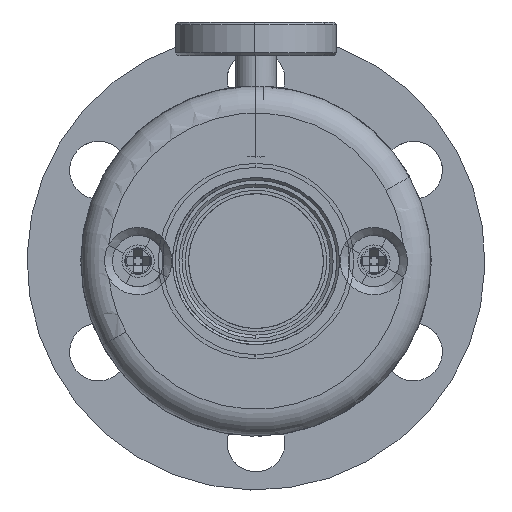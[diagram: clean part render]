
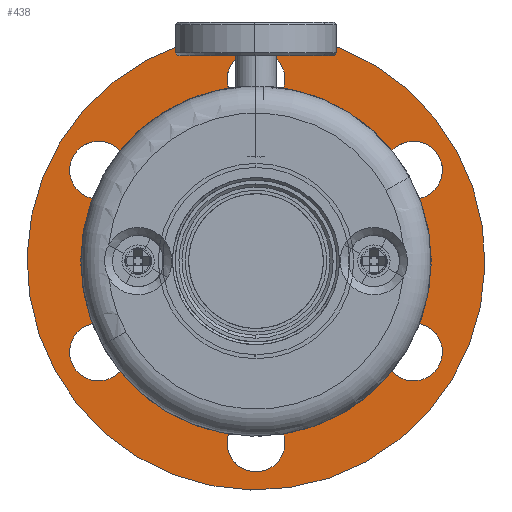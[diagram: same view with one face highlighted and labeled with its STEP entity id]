
A CAD part, front view. The second image highlights one B-rep face of the part: STEP entity #438.
In plain terms, the highlighted face is planar.
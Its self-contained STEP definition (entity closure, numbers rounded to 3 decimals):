
#179=CARTESIAN_POINT('Control Point',(7.5,-4.827,-2.637)) ;
#180=CARTESIAN_POINT('Control Point',(7.5,-4.413,-3.395)) ;
#181=CARTESIAN_POINT('Control Point',(7.5,-3.849,-4.072)) ;
#182=CARTESIAN_POINT('Control Point',(7.5,-3.159,-4.628)) ;
#183=CARTESIAN_POINT('Control Point',(7.5,-1.596,-5.44)) ;
#184=CARTESIAN_POINT('Control Point',(7.5,0.157,-5.601)) ;
#185=CARTESIAN_POINT('Control Point',(7.5,1.039,-5.506)) ;
#186=CARTESIAN_POINT('Control Point',(7.5,2.718,-4.976)) ;
#187=CARTESIAN_POINT('Control Point',(7.5,4.072,-3.849)) ;
#188=CARTESIAN_POINT('Control Point',(7.5,4.628,-3.159)) ;
#189=CARTESIAN_POINT('Control Point',(7.5,5.44,-1.596)) ;
#190=CARTESIAN_POINT('Control Point',(7.5,5.601,0.157)) ;
#191=CARTESIAN_POINT('Control Point',(7.5,5.506,1.039)) ;
#192=CARTESIAN_POINT('Control Point',(7.5,5.241,1.879)) ;
#193=CARTESIAN_POINT('Control Point',(7.5,4.827,2.637)) ;
#194=CARTESIAN_POINT('Vertex',(7.5,-4.827,-2.637)) ;
#196=CARTESIAN_POINT('Vertex',(7.5,4.827,2.637)) ;
#221=CARTESIAN_POINT('Axis2P3D Location',(7.5,0.,0.)) ;
#303=CARTESIAN_POINT('Axis2P3D Location',(7.5,17.,0.)) ;
#308=CARTESIAN_POINT('Axis2P3D Location',(7.5,0.,0.)) ;
#312=CARTESIAN_POINT('Vertex',(7.5,-14.919,-8.15)) ;
#314=CARTESIAN_POINT('Vertex',(7.5,14.919,8.15)) ;
#317=CARTESIAN_POINT('Axis2P3D Location',(7.5,0.,0.)) ;
#330=CARTESIAN_POINT('Axis2P3D Location',(7.5,-13.5,0.)) ;
#334=CARTESIAN_POINT('Vertex',(7.5,-11.613,1.031)) ;
#336=CARTESIAN_POINT('Vertex',(7.5,-15.387,-1.031)) ;
#339=CARTESIAN_POINT('Axis2P3D Location',(7.5,-13.5,0.)) ;
#348=CARTESIAN_POINT('Axis2P3D Location',(7.5,-6.75,-11.691)) ;
#352=CARTESIAN_POINT('Vertex',(7.5,-8.637,-12.722)) ;
#354=CARTESIAN_POINT('Vertex',(7.5,-4.863,-10.661)) ;
#357=CARTESIAN_POINT('Axis2P3D Location',(7.5,-6.75,-11.691)) ;
#366=CARTESIAN_POINT('Axis2P3D Location',(7.5,6.75,-11.691)) ;
#370=CARTESIAN_POINT('Vertex',(7.5,4.863,-12.722)) ;
#372=CARTESIAN_POINT('Vertex',(7.5,8.637,-10.661)) ;
#375=CARTESIAN_POINT('Axis2P3D Location',(7.5,6.75,-11.691)) ;
#384=CARTESIAN_POINT('Axis2P3D Location',(7.5,13.5,0.)) ;
#388=CARTESIAN_POINT('Vertex',(7.5,11.613,-1.031)) ;
#390=CARTESIAN_POINT('Vertex',(7.5,15.387,1.031)) ;
#393=CARTESIAN_POINT('Axis2P3D Location',(7.5,13.5,0.)) ;
#402=CARTESIAN_POINT('Axis2P3D Location',(7.5,6.75,11.691)) ;
#406=CARTESIAN_POINT('Vertex',(7.5,4.863,10.661)) ;
#408=CARTESIAN_POINT('Vertex',(7.5,8.637,12.722)) ;
#411=CARTESIAN_POINT('Axis2P3D Location',(7.5,6.75,11.691)) ;
#420=CARTESIAN_POINT('Axis2P3D Location',(7.5,-6.75,11.691)) ;
#424=CARTESIAN_POINT('Vertex',(7.5,-8.637,10.661)) ;
#426=CARTESIAN_POINT('Vertex',(7.5,-4.863,12.722)) ;
#429=CARTESIAN_POINT('Axis2P3D Location',(7.5,-6.75,11.691)) ;
#222=DIRECTION('Axis2P3D Direction',(1.,0.,-0.)) ;
#304=DIRECTION('Axis2P3D Direction',(1.,0.,0.)) ;
#305=DIRECTION('Axis2P3D XDirection',(0.,1.,0.)) ;
#309=DIRECTION('Axis2P3D Direction',(1.,0.,0.)) ;
#318=DIRECTION('Axis2P3D Direction',(1.,0.,0.)) ;
#331=DIRECTION('Axis2P3D Direction',(1.,0.,0.)) ;
#340=DIRECTION('Axis2P3D Direction',(1.,0.,0.)) ;
#349=DIRECTION('Axis2P3D Direction',(1.,0.,0.)) ;
#358=DIRECTION('Axis2P3D Direction',(1.,0.,0.)) ;
#367=DIRECTION('Axis2P3D Direction',(1.,0.,0.)) ;
#376=DIRECTION('Axis2P3D Direction',(1.,0.,0.)) ;
#385=DIRECTION('Axis2P3D Direction',(1.,0.,0.)) ;
#394=DIRECTION('Axis2P3D Direction',(1.,0.,0.)) ;
#403=DIRECTION('Axis2P3D Direction',(1.,0.,0.)) ;
#412=DIRECTION('Axis2P3D Direction',(1.,0.,0.)) ;
#421=DIRECTION('Axis2P3D Direction',(1.,0.,0.)) ;
#430=DIRECTION('Axis2P3D Direction',(1.,0.,0.)) ;
#223=AXIS2_PLACEMENT_3D('Circle Axis2P3D',#221,#222,$) ;
#306=AXIS2_PLACEMENT_3D('Plane Axis2P3D',#303,#304,#305) ;
#310=AXIS2_PLACEMENT_3D('Circle Axis2P3D',#308,#309,$) ;
#319=AXIS2_PLACEMENT_3D('Circle Axis2P3D',#317,#318,$) ;
#332=AXIS2_PLACEMENT_3D('Circle Axis2P3D',#330,#331,$) ;
#341=AXIS2_PLACEMENT_3D('Circle Axis2P3D',#339,#340,$) ;
#350=AXIS2_PLACEMENT_3D('Circle Axis2P3D',#348,#349,$) ;
#359=AXIS2_PLACEMENT_3D('Circle Axis2P3D',#357,#358,$) ;
#368=AXIS2_PLACEMENT_3D('Circle Axis2P3D',#366,#367,$) ;
#377=AXIS2_PLACEMENT_3D('Circle Axis2P3D',#375,#376,$) ;
#386=AXIS2_PLACEMENT_3D('Circle Axis2P3D',#384,#385,$) ;
#395=AXIS2_PLACEMENT_3D('Circle Axis2P3D',#393,#394,$) ;
#404=AXIS2_PLACEMENT_3D('Circle Axis2P3D',#402,#403,$) ;
#413=AXIS2_PLACEMENT_3D('Circle Axis2P3D',#411,#412,$) ;
#422=AXIS2_PLACEMENT_3D('Circle Axis2P3D',#420,#421,$) ;
#431=AXIS2_PLACEMENT_3D('Circle Axis2P3D',#429,#430,$) ;
#323=ORIENTED_EDGE('',*,*,#316,.T.) ;
#324=ORIENTED_EDGE('',*,*,#321,.T.) ;
#327=ORIENTED_EDGE('',*,*,#225,.F.) ;
#328=ORIENTED_EDGE('',*,*,#198,.F.) ;
#345=ORIENTED_EDGE('',*,*,#338,.F.) ;
#346=ORIENTED_EDGE('',*,*,#343,.F.) ;
#363=ORIENTED_EDGE('',*,*,#356,.F.) ;
#364=ORIENTED_EDGE('',*,*,#361,.F.) ;
#381=ORIENTED_EDGE('',*,*,#374,.F.) ;
#382=ORIENTED_EDGE('',*,*,#379,.F.) ;
#399=ORIENTED_EDGE('',*,*,#392,.F.) ;
#400=ORIENTED_EDGE('',*,*,#397,.F.) ;
#417=ORIENTED_EDGE('',*,*,#410,.F.) ;
#418=ORIENTED_EDGE('',*,*,#415,.F.) ;
#435=ORIENTED_EDGE('',*,*,#428,.F.) ;
#436=ORIENTED_EDGE('',*,*,#433,.F.) ;
#329=FACE_BOUND('',#326,.T.) ;
#347=FACE_BOUND('',#344,.T.) ;
#365=FACE_BOUND('',#362,.T.) ;
#383=FACE_BOUND('',#380,.T.) ;
#401=FACE_BOUND('',#398,.T.) ;
#419=FACE_BOUND('',#416,.T.) ;
#437=FACE_BOUND('',#434,.T.) ;
#438=ADVANCED_FACE('Hauptk\X2\00F6\X0\rper',(#325,#329,#347,#365,#383,#401,#419,#437),#307,.T.) ;
#178=B_SPLINE_CURVE_WITH_KNOTS('',5,(#179,#180,#181,#182,#183,#184,#185,#186,#187,#188,#189,#190,#191,#192,#193),.UNSPECIFIED.,.F.,.U.,(6,3,3,3,6),(-8.639,-4.32,0.,4.32,8.639),.UNSPECIFIED.) ;
#224=CIRCLE('generated circle',#223,5.5) ;
#311=CIRCLE('generated circle',#310,17.) ;
#320=CIRCLE('generated circle',#319,17.) ;
#333=CIRCLE('generated circle',#332,2.15) ;
#342=CIRCLE('generated circle',#341,2.15) ;
#351=CIRCLE('generated circle',#350,2.15) ;
#360=CIRCLE('generated circle',#359,2.15) ;
#369=CIRCLE('generated circle',#368,2.15) ;
#378=CIRCLE('generated circle',#377,2.15) ;
#387=CIRCLE('generated circle',#386,2.15) ;
#396=CIRCLE('generated circle',#395,2.15) ;
#405=CIRCLE('generated circle',#404,2.15) ;
#414=CIRCLE('generated circle',#413,2.15) ;
#423=CIRCLE('generated circle',#422,2.15) ;
#432=CIRCLE('generated circle',#431,2.15) ;
#198=EDGE_CURVE('',#195,#197,#178,.T.) ;
#225=EDGE_CURVE('',#197,#195,#224,.T.) ;
#316=EDGE_CURVE('',#313,#315,#311,.T.) ;
#321=EDGE_CURVE('',#315,#313,#320,.T.) ;
#338=EDGE_CURVE('',#335,#337,#333,.T.) ;
#343=EDGE_CURVE('',#337,#335,#342,.T.) ;
#356=EDGE_CURVE('',#353,#355,#351,.T.) ;
#361=EDGE_CURVE('',#355,#353,#360,.T.) ;
#374=EDGE_CURVE('',#371,#373,#369,.T.) ;
#379=EDGE_CURVE('',#373,#371,#378,.T.) ;
#392=EDGE_CURVE('',#389,#391,#387,.T.) ;
#397=EDGE_CURVE('',#391,#389,#396,.T.) ;
#410=EDGE_CURVE('',#407,#409,#405,.T.) ;
#415=EDGE_CURVE('',#409,#407,#414,.T.) ;
#428=EDGE_CURVE('',#425,#427,#423,.T.) ;
#433=EDGE_CURVE('',#427,#425,#432,.T.) ;
#322=EDGE_LOOP('',(#323,#324)) ;
#326=EDGE_LOOP('',(#327,#328)) ;
#344=EDGE_LOOP('',(#345,#346)) ;
#362=EDGE_LOOP('',(#363,#364)) ;
#380=EDGE_LOOP('',(#381,#382)) ;
#398=EDGE_LOOP('',(#399,#400)) ;
#416=EDGE_LOOP('',(#417,#418)) ;
#434=EDGE_LOOP('',(#435,#436)) ;
#325=FACE_OUTER_BOUND('',#322,.T.) ;
#307=PLANE('',#306) ;
#195=VERTEX_POINT('',#194) ;
#197=VERTEX_POINT('',#196) ;
#313=VERTEX_POINT('',#312) ;
#315=VERTEX_POINT('',#314) ;
#335=VERTEX_POINT('',#334) ;
#337=VERTEX_POINT('',#336) ;
#353=VERTEX_POINT('',#352) ;
#355=VERTEX_POINT('',#354) ;
#371=VERTEX_POINT('',#370) ;
#373=VERTEX_POINT('',#372) ;
#389=VERTEX_POINT('',#388) ;
#391=VERTEX_POINT('',#390) ;
#407=VERTEX_POINT('',#406) ;
#409=VERTEX_POINT('',#408) ;
#425=VERTEX_POINT('',#424) ;
#427=VERTEX_POINT('',#426) ;
